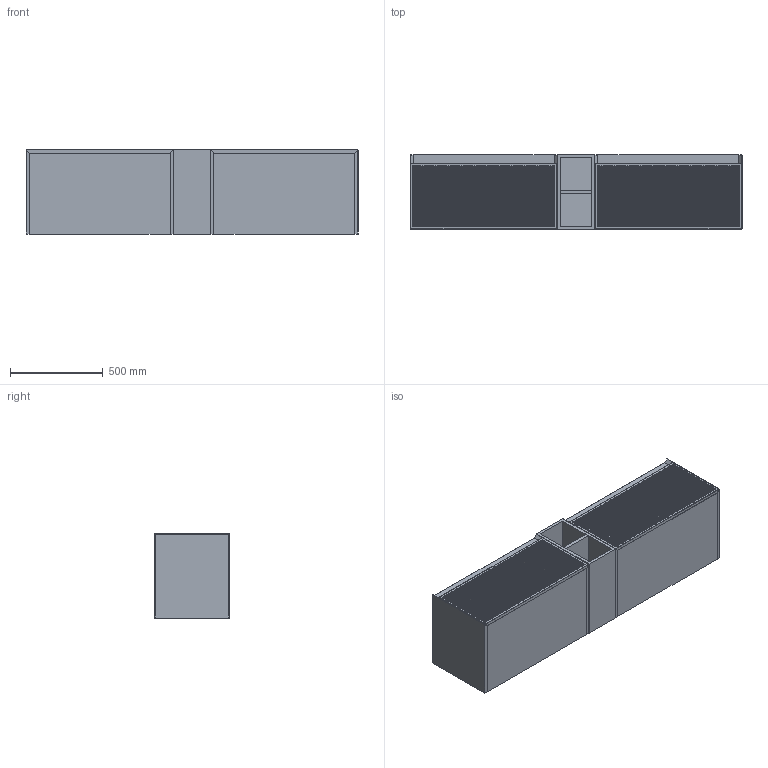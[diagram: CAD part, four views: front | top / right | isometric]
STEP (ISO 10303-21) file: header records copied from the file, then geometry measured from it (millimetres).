
FILE_DESCRIPTION (( 'STEP AP214' ), '1' );
FILE_NAME ('MO180W2.S_3_STEP_v10424.STEP', '2024-04-04T13:20:12', ( '' ), ( '' ), 'SwSTEP 2.0', 'SolidWorks 2019', '' );
FILE_SCHEMA (( 'AUTOMOTIVE_DESIGN' ));
Length unit declared in the file: millimetre
Products named in the file (6): MONUMENT Drawers_v10722_MO080W1 - 80cm; MO180W2.S_3_STEP_v10424; MONUMENT Furn_v10722_MO080W1 - 80cm; Furniture Spacer_v20224; MONUMENT Carcass_v10722_MO080W1 - 80cm
Assembly tree (7 placements, depth 3):
  MO180W2.S_3_STEP_v10424
    MONUMENT Furn_v10722_MO080W1 - 80cm
      MONUMENT Carcass_v10722_MO080W1 - 80cm
      MONUMENT Drawers_v10722_MO080W1 - 80cm
    MONUMENT Furn_v10722_MO080W1 - 80cm
      MONUMENT Carcass_v10722_MO080W1 - 80cm
      MONUMENT Drawers_v10722_MO080W1 - 80cm
    Furniture Spacer_v20224
Bounding box: 1790 x 400 x 455 mm (x, y, z)
Volume: 64302368.9 mm3; surface area: 8181871.5 mm2
Topology: 24 solids, 24 shells, 1038 faces, 2416 edges, 1556 vertices
Faces by surface type: cylinder 384, plane 314, torus 308, sphere 32
Entity records: 15967 total; most frequent: DIRECTION 3058, CARTESIAN_POINT 2629, ORIENTED_EDGE 2492, AXIS2_PLACEMENT_3D 1259, EDGE_CURVE 1246, VERTEX_POINT 814, CIRCLE 702, EDGE_LOOP 632
